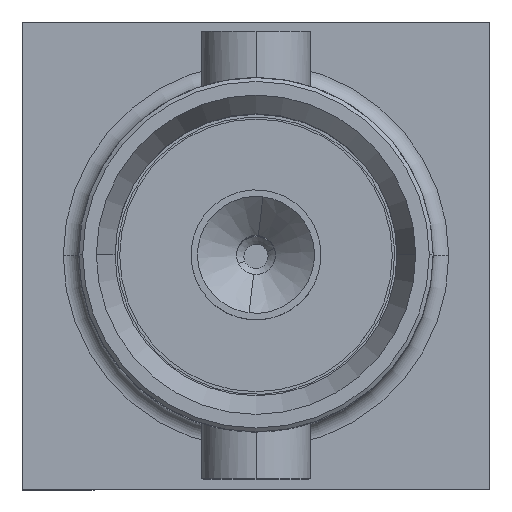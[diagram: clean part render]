
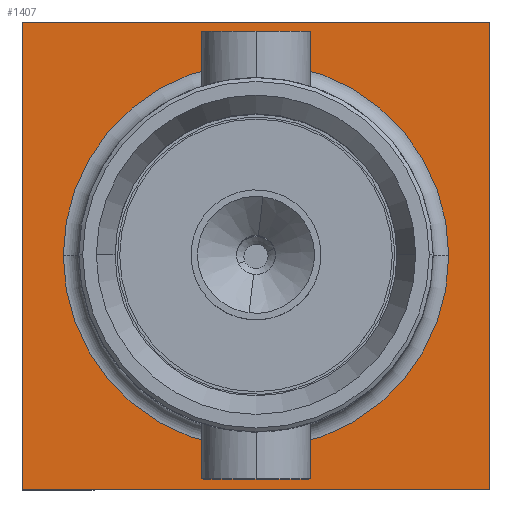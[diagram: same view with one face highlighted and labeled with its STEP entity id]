
A CAD part, top view. The second image highlights one B-rep face of the part: STEP entity #1407.
In plain terms, the highlighted planar face has unit normal (0, 0, 1).
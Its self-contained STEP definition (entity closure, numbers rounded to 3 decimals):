
#37 = CARTESIAN_POINT ( 'NONE',  ( -3., -3., 1.24 ) ) ;
#75 = VERTEX_POINT ( 'NONE', #242 ) ;
#130 = CARTESIAN_POINT ( 'NONE',  ( 0., 3., 1.24 ) ) ;
#181 = EDGE_LOOP ( 'NONE', ( #249, #2024, #370, #1055 ) ) ;
#219 = CARTESIAN_POINT ( 'NONE',  ( 3., 4.25, 1.24 ) ) ;
#242 = CARTESIAN_POINT ( 'NONE',  ( 2.475, 0., 1.24 ) ) ;
#249 = ORIENTED_EDGE ( 'NONE', *, *, #1851, .F. ) ;
#330 = LINE ( 'NONE', #130, #390 ) ;
#370 = ORIENTED_EDGE ( 'NONE', *, *, #1703, .F. ) ;
#390 = VECTOR ( 'NONE', #2579, 1000. ) ;
#400 = EDGE_CURVE ( 'NONE', #75, #919, #2425, .T. ) ;
#478 = CARTESIAN_POINT ( 'NONE',  ( 0., 4.25, 1.24 ) ) ;
#506 = DIRECTION ( 'NONE',  ( 0., 0., 1. ) ) ;
#566 = AXIS2_PLACEMENT_3D ( 'NONE', #478, #506, #1305 ) ;
#588 = EDGE_CURVE ( 'NONE', #2188, #830, #1123, .T. ) ;
#695 = CARTESIAN_POINT ( 'NONE',  ( -2.475, 0., 1.24 ) ) ;
#778 = DIRECTION ( 'NONE',  ( -1., 0., 0. ) ) ;
#796 = DIRECTION ( 'NONE',  ( 1., 0., 0. ) ) ;
#830 = VERTEX_POINT ( 'NONE', #37 ) ;
#832 = DIRECTION ( 'NONE',  ( 0., -1., 0. ) ) ;
#836 = DIRECTION ( 'NONE',  ( 0., 0., -1. ) ) ;
#845 = VECTOR ( 'NONE', #778, 1000. ) ;
#911 = CARTESIAN_POINT ( 'NONE',  ( 3., -3., 1.24 ) ) ;
#919 = VERTEX_POINT ( 'NONE', #695 ) ;
#976 = CARTESIAN_POINT ( 'NONE',  ( 0., -3., 1.24 ) ) ;
#1009 = AXIS2_PLACEMENT_3D ( 'NONE', #1495, #836, #2428 ) ;
#1055 = ORIENTED_EDGE ( 'NONE', *, *, #1517, .F. ) ;
#1123 = LINE ( 'NONE', #976, #845 ) ;
#1137 = ORIENTED_EDGE ( 'NONE', *, *, #2278, .T. ) ;
#1258 = LINE ( 'NONE', #219, #2569 ) ;
#1305 = DIRECTION ( 'NONE',  ( 1., 0., 0. ) ) ;
#1312 = DIRECTION ( 'NONE',  ( 0., 1., 0. ) ) ;
#1407 = ADVANCED_FACE ( 'NONE', ( #2295, #1470 ), #2266, .T. ) ;
#1450 = CARTESIAN_POINT ( 'NONE',  ( 3., 3., 1.24 ) ) ;
#1470 = FACE_OUTER_BOUND ( 'NONE', #181, .T. ) ;
#1495 = CARTESIAN_POINT ( 'NONE',  ( 0., 0., 1.24 ) ) ;
#1517 = EDGE_CURVE ( 'NONE', #2159, #2028, #330, .T. ) ;
#1525 = VECTOR ( 'NONE', #1312, 1000. ) ;
#1664 = EDGE_LOOP ( 'NONE', ( #2126, #1137 ) ) ;
#1703 = EDGE_CURVE ( 'NONE', #2028, #2188, #1258, .T. ) ;
#1738 = DIRECTION ( 'NONE',  ( 0., 0., -1. ) ) ;
#1851 = EDGE_CURVE ( 'NONE', #830, #2159, #1899, .T. ) ;
#1899 = LINE ( 'NONE', #2501, #1525 ) ;
#1945 = CARTESIAN_POINT ( 'NONE',  ( 0., 0., 1.24 ) ) ;
#1971 = AXIS2_PLACEMENT_3D ( 'NONE', #1945, #1738, #796 ) ;
#2024 = ORIENTED_EDGE ( 'NONE', *, *, #588, .F. ) ;
#2028 = VERTEX_POINT ( 'NONE', #1450 ) ;
#2126 = ORIENTED_EDGE ( 'NONE', *, *, #400, .T. ) ;
#2159 = VERTEX_POINT ( 'NONE', #2525 ) ;
#2181 = CIRCLE ( 'NONE', #1971, 2.475 ) ;
#2188 = VERTEX_POINT ( 'NONE', #911 ) ;
#2266 = PLANE ( 'NONE',  #566 ) ;
#2278 = EDGE_CURVE ( 'NONE', #919, #75, #2181, .T. ) ;
#2295 = FACE_BOUND ( 'NONE', #1664, .T. ) ;
#2425 = CIRCLE ( 'NONE', #1009, 2.475 ) ;
#2428 = DIRECTION ( 'NONE',  ( 1., 0., 0. ) ) ;
#2501 = CARTESIAN_POINT ( 'NONE',  ( -3., 4.25, 1.24 ) ) ;
#2525 = CARTESIAN_POINT ( 'NONE',  ( -3., 3., 1.24 ) ) ;
#2569 = VECTOR ( 'NONE', #832, 1000. ) ;
#2579 = DIRECTION ( 'NONE',  ( 1., 0., 0. ) ) ;
